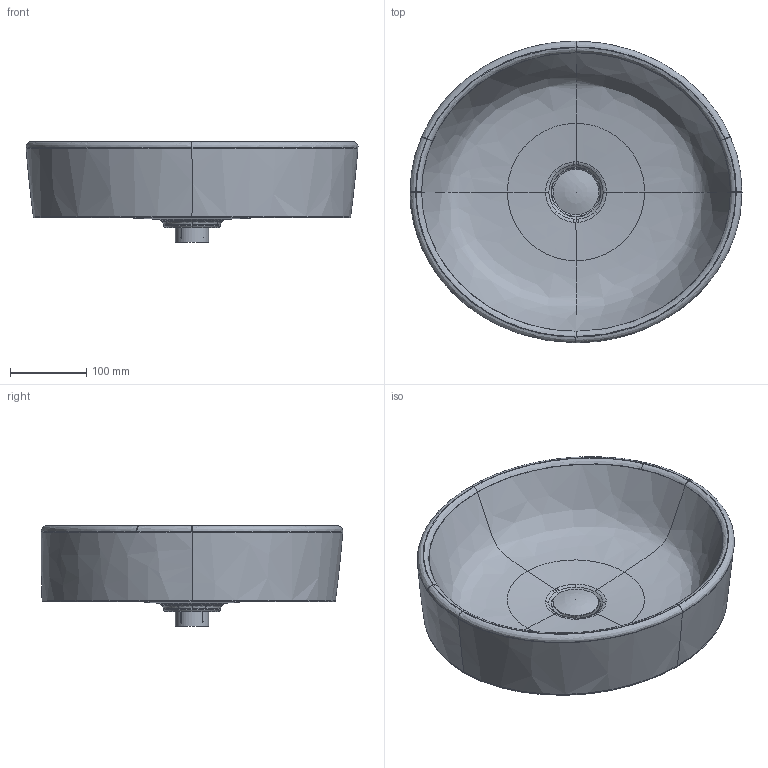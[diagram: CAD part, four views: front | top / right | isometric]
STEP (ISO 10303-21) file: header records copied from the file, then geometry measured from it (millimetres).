
FILE_DESCRIPTION((''),'2;1');
FILE_NAME('232144.stp','2013-07-10T15:00:16',('Administrator'),(''),'Autodesk Inventor 2011','Autodesk Inventor 2011','');
FILE_SCHEMA(('CONFIG_CONTROL_DESIGN'));
Length unit declared in the file: millimetre
Products named in the file (4): 232144; Kelch; Stopfen
Assembly tree (3 placements, depth 2):
  232144
    232144
    Kelch
    Stopfen
Bounding box: 436.68 x 396.73 x 132.59 mm (x, y, z)
Volume: 4665840.4 mm3; surface area: 468553.3 mm2
Topology: 3 solids, 3 shells, 180 faces, 499 edges, 323 vertices
Faces by surface type: bspline 111, plane 40, cylinder 15, cone 8, torus 6
Full cylindrical faces by diameter (mm): 12 x2, 42 x1, 44 x1, 60 x1
Entity records: 25824 total; most frequent: CARTESIAN_POINT 21753, ORIENTED_EDGE 974, DIRECTION 509, EDGE_CURVE 487, VERTEX_POINT 319, B_SPLINE_CURVE_WITH_KNOTS 254, AXIS2_PLACEMENT_3D 200, EDGE_LOOP 190
